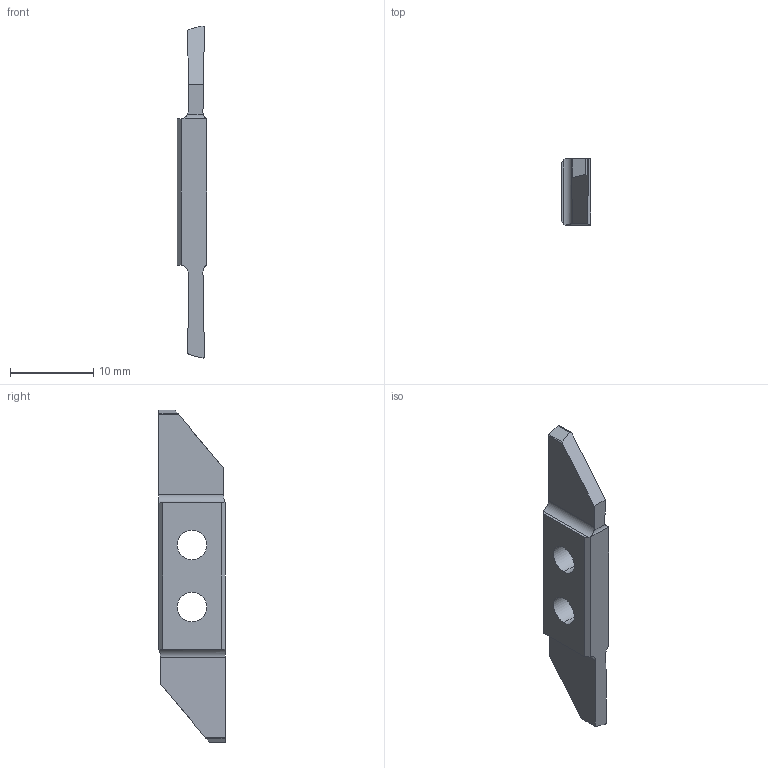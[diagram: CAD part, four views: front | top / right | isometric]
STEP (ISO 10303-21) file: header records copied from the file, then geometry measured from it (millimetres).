
FILE_DESCRIPTION (( 'STEP AP214' ), '1' );
FILE_NAME ('CUT-1425-05.STEP', '2023-06-06T08:42:32', ( '' ), ( '' ), 'SwSTEP 2.0', 'SolidWorks 2022', '' );
FILE_SCHEMA (( 'AUTOMOTIVE_DESIGN' ));
Length unit declared in the file: millimetre
Products named in the file (1): CUT-1425-05
Bounding box: 3.6 x 8 x 39.99 mm (x, y, z)
Volume: 683 mm3; surface area: 821.8 mm2
Topology: 1 solids, 1 shells, 34 faces, 96 edges, 64 vertices
Faces by surface type: plane 20, cylinder 14
Entity records: 1154 total; most frequent: CARTESIAN_POINT 235, ORIENTED_EDGE 192, DIRECTION 178, EDGE_CURVE 96, VERTEX_POINT 64, VECTOR 60, LINE 60, AXIS2_PLACEMENT_3D 59
